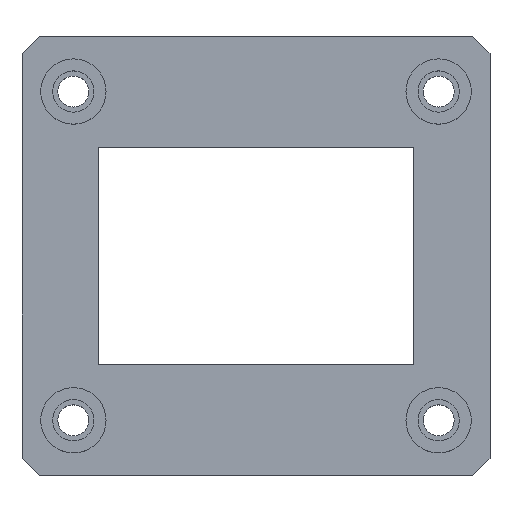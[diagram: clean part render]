
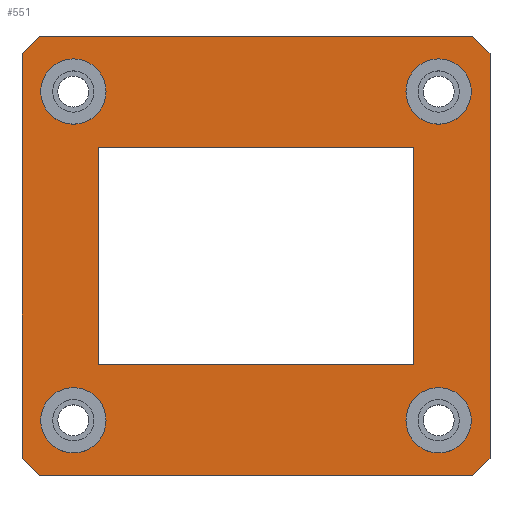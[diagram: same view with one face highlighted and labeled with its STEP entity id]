
A CAD part, top view. The second image highlights one B-rep face of the part: STEP entity #551.
In plain terms, the highlighted planar face has unit normal (0, 0, 1).
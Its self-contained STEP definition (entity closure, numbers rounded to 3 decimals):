
#28=FACE_BOUND('',#117,.T.);
#29=FACE_BOUND('',#118,.T.);
#30=FACE_BOUND('',#119,.T.);
#31=FACE_BOUND('',#120,.T.);
#32=FACE_BOUND('',#121,.T.);
#43=PLANE('',#607);
#69=FACE_OUTER_BOUND('',#116,.T.);
#116=EDGE_LOOP('',(#433,#434,#435,#436,#437,#438,#439,#440));
#117=EDGE_LOOP('',(#441,#442,#443,#444));
#118=EDGE_LOOP('',(#445));
#119=EDGE_LOOP('',(#446));
#120=EDGE_LOOP('',(#447));
#121=EDGE_LOOP('',(#448));
#148=LINE('',#854,#196);
#160=LINE('',#888,#208);
#161=LINE('',#890,#209);
#162=LINE('',#892,#210);
#163=LINE('',#894,#211);
#164=LINE('',#896,#212);
#165=LINE('',#898,#213);
#166=LINE('',#900,#214);
#167=LINE('',#901,#215);
#168=LINE('',#903,#216);
#169=LINE('',#905,#217);
#170=LINE('',#906,#218);
#196=VECTOR('',#698,10.);
#208=VECTOR('',#722,10.);
#209=VECTOR('',#723,10.);
#210=VECTOR('',#724,10.);
#211=VECTOR('',#725,10.);
#212=VECTOR('',#726,10.);
#213=VECTOR('',#727,10.);
#214=VECTOR('',#728,10.);
#215=VECTOR('',#729,10.);
#216=VECTOR('',#730,10.);
#217=VECTOR('',#731,10.);
#218=VECTOR('',#732,10.);
#257=CIRCLE('',#608,1.9);
#258=CIRCLE('',#609,1.9);
#259=CIRCLE('',#610,1.9);
#260=CIRCLE('',#611,1.9);
#278=VERTEX_POINT('',#848);
#280=VERTEX_POINT('',#852);
#295=VERTEX_POINT('',#886);
#296=VERTEX_POINT('',#887);
#297=VERTEX_POINT('',#889);
#298=VERTEX_POINT('',#891);
#299=VERTEX_POINT('',#893);
#300=VERTEX_POINT('',#895);
#301=VERTEX_POINT('',#897);
#302=VERTEX_POINT('',#899);
#303=VERTEX_POINT('',#902);
#304=VERTEX_POINT('',#904);
#305=VERTEX_POINT('',#907);
#306=VERTEX_POINT('',#909);
#307=VERTEX_POINT('',#911);
#308=VERTEX_POINT('',#913);
#332=EDGE_CURVE('',#278,#280,#148,.T.);
#348=EDGE_CURVE('',#295,#296,#160,.T.);
#349=EDGE_CURVE('',#297,#295,#161,.T.);
#350=EDGE_CURVE('',#298,#297,#162,.T.);
#351=EDGE_CURVE('',#299,#298,#163,.T.);
#352=EDGE_CURVE('',#300,#299,#164,.T.);
#353=EDGE_CURVE('',#301,#300,#165,.T.);
#354=EDGE_CURVE('',#302,#301,#166,.T.);
#355=EDGE_CURVE('',#296,#302,#167,.T.);
#356=EDGE_CURVE('',#303,#278,#168,.T.);
#357=EDGE_CURVE('',#280,#304,#169,.T.);
#358=EDGE_CURVE('',#303,#304,#170,.T.);
#359=EDGE_CURVE('',#305,#305,#257,.T.);
#360=EDGE_CURVE('',#306,#306,#258,.T.);
#361=EDGE_CURVE('',#307,#307,#259,.T.);
#362=EDGE_CURVE('',#308,#308,#260,.T.);
#433=ORIENTED_EDGE('',*,*,#348,.F.);
#434=ORIENTED_EDGE('',*,*,#349,.F.);
#435=ORIENTED_EDGE('',*,*,#350,.F.);
#436=ORIENTED_EDGE('',*,*,#351,.F.);
#437=ORIENTED_EDGE('',*,*,#352,.F.);
#438=ORIENTED_EDGE('',*,*,#353,.F.);
#439=ORIENTED_EDGE('',*,*,#354,.F.);
#440=ORIENTED_EDGE('',*,*,#355,.F.);
#441=ORIENTED_EDGE('',*,*,#356,.T.);
#442=ORIENTED_EDGE('',*,*,#332,.T.);
#443=ORIENTED_EDGE('',*,*,#357,.T.);
#444=ORIENTED_EDGE('',*,*,#358,.F.);
#445=ORIENTED_EDGE('',*,*,#359,.T.);
#446=ORIENTED_EDGE('',*,*,#360,.T.);
#447=ORIENTED_EDGE('',*,*,#361,.T.);
#448=ORIENTED_EDGE('',*,*,#362,.T.);
#551=ADVANCED_FACE('',(#69,#28,#29,#30,#31,#32),#43,.F.);
#607=AXIS2_PLACEMENT_3D('',#885,#720,#721);
#608=AXIS2_PLACEMENT_3D('',#908,#733,#734);
#609=AXIS2_PLACEMENT_3D('',#910,#735,#736);
#610=AXIS2_PLACEMENT_3D('',#912,#737,#738);
#611=AXIS2_PLACEMENT_3D('',#914,#739,#740);
#698=DIRECTION('',(0.,1.,0.));
#720=DIRECTION('center_axis',(0.,0.,-1.));
#721=DIRECTION('ref_axis',(-1.,0.,0.));
#722=DIRECTION('',(1.,0.,0.));
#723=DIRECTION('',(0.707,0.707,0.));
#724=DIRECTION('',(0.,1.,0.));
#725=DIRECTION('',(-0.707,0.707,0.));
#726=DIRECTION('',(-1.,0.,0.));
#727=DIRECTION('',(-0.707,-0.707,0.));
#728=DIRECTION('',(0.,-1.,0.));
#729=DIRECTION('',(0.707,-0.707,0.));
#730=DIRECTION('',(-1.,0.,0.));
#731=DIRECTION('',(1.,0.,0.));
#732=DIRECTION('',(0.,1.,0.));
#733=DIRECTION('center_axis',(0.,0.,-1.));
#734=DIRECTION('ref_axis',(-1.,0.,0.));
#735=DIRECTION('center_axis',(0.,0.,-1.));
#736=DIRECTION('ref_axis',(-1.,0.,0.));
#737=DIRECTION('center_axis',(0.,0.,-1.));
#738=DIRECTION('ref_axis',(-1.,0.,0.));
#739=DIRECTION('center_axis',(0.,0.,-1.));
#740=DIRECTION('ref_axis',(-1.,0.,0.));
#848=CARTESIAN_POINT('',(-12.367,-6.3,-11.997));
#852=CARTESIAN_POINT('',(-12.367,6.3,-11.997));
#854=CARTESIAN_POINT('',(-12.367,0.,-11.997));
#885=CARTESIAN_POINT('Origin',(-3.2,0.,-11.997));
#886=CARTESIAN_POINT('',(-15.812,12.763,-11.997));
#887=CARTESIAN_POINT('',(9.413,12.763,-11.997));
#888=CARTESIAN_POINT('',(3.441,12.763,-11.997));
#889=CARTESIAN_POINT('',(-16.812,11.763,-11.997));
#890=CARTESIAN_POINT('',(-16.099,12.475,-11.997));
#891=CARTESIAN_POINT('',(-16.812,-11.763,-11.997));
#892=CARTESIAN_POINT('',(-16.812,6.084,-11.997));
#893=CARTESIAN_POINT('',(-15.812,-12.763,-11.997));
#894=CARTESIAN_POINT('',(-16.099,-12.475,-11.997));
#895=CARTESIAN_POINT('',(9.413,-12.763,-11.997));
#896=CARTESIAN_POINT('',(-9.84,-12.763,-11.997));
#897=CARTESIAN_POINT('',(10.413,-11.763,-11.997));
#898=CARTESIAN_POINT('',(9.7,-12.475,-11.997));
#899=CARTESIAN_POINT('',(10.413,11.763,-11.997));
#900=CARTESIAN_POINT('',(10.413,-6.134,-11.997));
#901=CARTESIAN_POINT('',(9.7,12.475,-11.997));
#902=CARTESIAN_POINT('',(5.968,-6.3,-11.997));
#903=CARTESIAN_POINT('',(-7.266,-6.3,-11.997));
#904=CARTESIAN_POINT('',(5.968,6.3,-11.997));
#905=CARTESIAN_POINT('',(-7.266,6.3,-11.997));
#906=CARTESIAN_POINT('',(5.968,3.15,-11.997));
#907=CARTESIAN_POINT('',(-11.925,-9.563,-11.997));
#908=CARTESIAN_POINT('Origin',(-13.825,-9.563,-11.997));
#909=CARTESIAN_POINT('',(-11.925,9.563,-11.997));
#910=CARTESIAN_POINT('Origin',(-13.825,9.563,-11.997));
#911=CARTESIAN_POINT('',(9.325,-9.563,-11.997));
#912=CARTESIAN_POINT('Origin',(7.425,-9.563,-11.997));
#913=CARTESIAN_POINT('',(9.326,9.563,-11.997));
#914=CARTESIAN_POINT('Origin',(7.426,9.563,-11.997));
